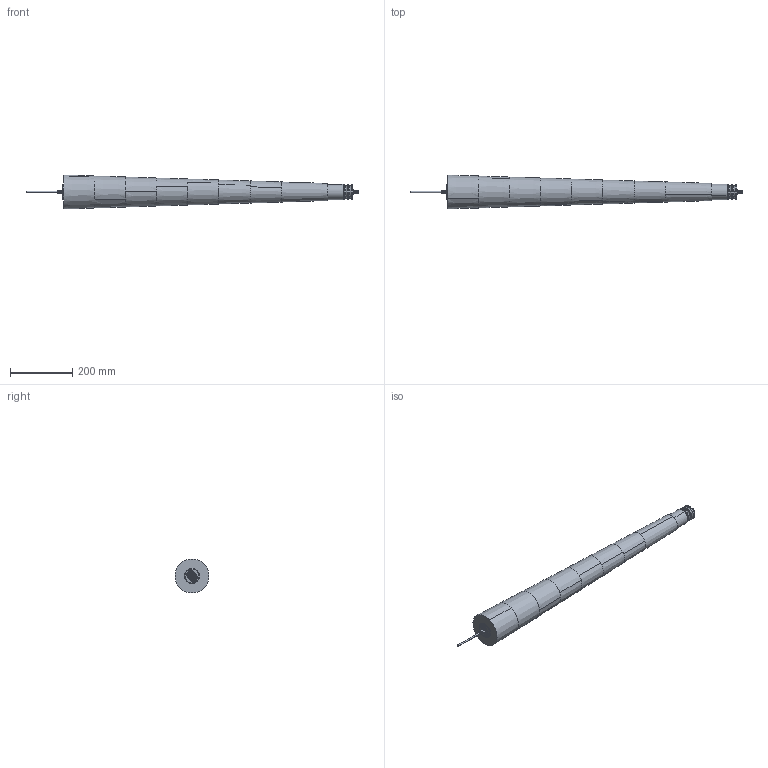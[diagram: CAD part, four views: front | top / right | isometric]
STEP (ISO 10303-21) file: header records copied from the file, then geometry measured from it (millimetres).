
FILE_DESCRIPTION (( 'STEP AP203' ), '1' );
FILE_NAME ('PM500xxxxxxxxxXRTS (H;850).STEP', '2021-12-02T12:29:48', ( '' ), ( '' ), 'SwSTEP 2.0', 'SolidWorks 2020', '' );
FILE_SCHEMA (( 'CONFIG_CONTROL_DESIGN' ));
Length unit declared in the file: millimetre
Products named in the file (1): PM500xxxxxxxxxXRTS (H;850)
Bounding box: 1070 x 109.52 x 109.52 mm (x, y, z)
Volume: 4857393.5 mm3; surface area: 249781.4 mm2
Topology: 1 solids, 1 shells, 370 faces, 934 edges, 608 vertices
Faces by surface type: plane 192, bspline 88, cylinder 36, torus 32, cone 22
Entity records: 15427 total; most frequent: CARTESIAN_POINT 6945, ORIENTED_EDGE 1868, DIRECTION 1476, EDGE_CURVE 934, VERTEX_POINT 608, VECTOR 558, LINE 558, AXIS2_PLACEMENT_3D 459
